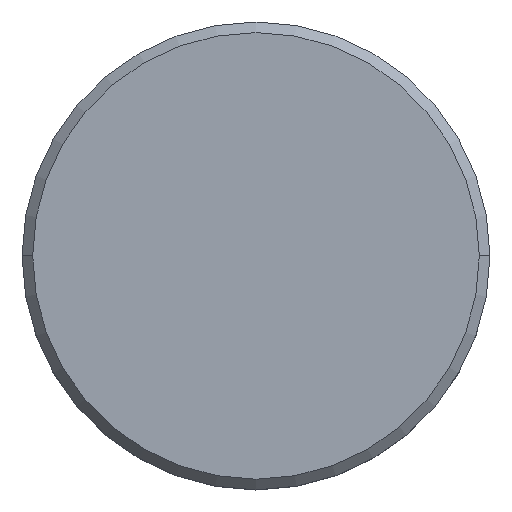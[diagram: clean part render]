
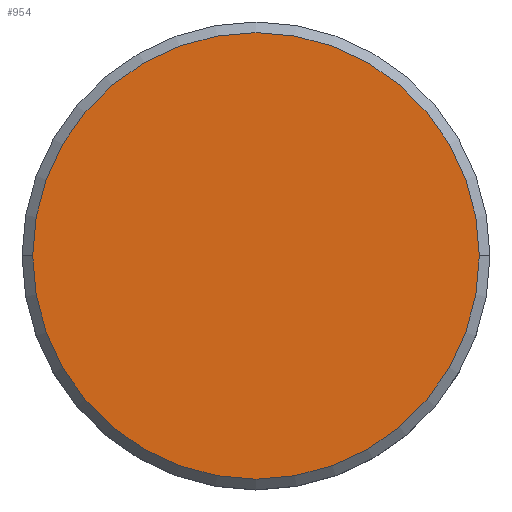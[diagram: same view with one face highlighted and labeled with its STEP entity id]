
A CAD part, top view. The second image highlights one B-rep face of the part: STEP entity #954.
In plain terms, the highlighted planar face has unit normal (0, 0, 1).
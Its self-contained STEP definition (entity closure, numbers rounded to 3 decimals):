
#13 = DIRECTION ( 'NONE',  ( 1., 0., 0. ) ) ;
#60 = EDGE_CURVE ( 'NONE', #621, #956, #1123, .T. ) ;
#97 = ORIENTED_EDGE ( 'NONE', *, *, #1032, .T. ) ;
#103 = DIRECTION ( 'NONE',  ( 1., 0., 0. ) ) ;
#210 = CARTESIAN_POINT ( 'NONE',  ( -10.5, 0., 0. ) ) ;
#282 = CARTESIAN_POINT ( 'NONE',  ( 10.5, 0., 0. ) ) ;
#337 = AXIS2_PLACEMENT_3D ( 'NONE', #659, #1101, #13 ) ;
#373 = AXIS2_PLACEMENT_3D ( 'NONE', #409, #791, #958 ) ;
#409 = CARTESIAN_POINT ( 'NONE',  ( 0., 0., 0. ) ) ;
#589 = CARTESIAN_POINT ( 'NONE',  ( 0., 0., 0. ) ) ;
#621 = VERTEX_POINT ( 'NONE', #210 ) ;
#659 = CARTESIAN_POINT ( 'NONE',  ( 0., 0., 0. ) ) ;
#723 = AXIS2_PLACEMENT_3D ( 'NONE', #589, #1025, #103 ) ;
#772 = FACE_OUTER_BOUND ( 'NONE', #833, .T. ) ;
#791 = DIRECTION ( 'NONE',  ( 0., 0., 1. ) ) ;
#809 = ORIENTED_EDGE ( 'NONE', *, *, #60, .T. ) ;
#833 = EDGE_LOOP ( 'NONE', ( #809, #97 ) ) ;
#895 = CIRCLE ( 'NONE', #373, 10.5 ) ;
#954 = ADVANCED_FACE ( 'NONE', ( #772 ), #1030, .T. ) ;
#956 = VERTEX_POINT ( 'NONE', #282 ) ;
#958 = DIRECTION ( 'NONE',  ( 1., 0., 0. ) ) ;
#1025 = DIRECTION ( 'NONE',  ( 0., 0., 1. ) ) ;
#1030 = PLANE ( 'NONE',  #723 ) ;
#1032 = EDGE_CURVE ( 'NONE', #956, #621, #895, .T. ) ;
#1101 = DIRECTION ( 'NONE',  ( 0., 0., 1. ) ) ;
#1123 = CIRCLE ( 'NONE', #337, 10.5 ) ;
